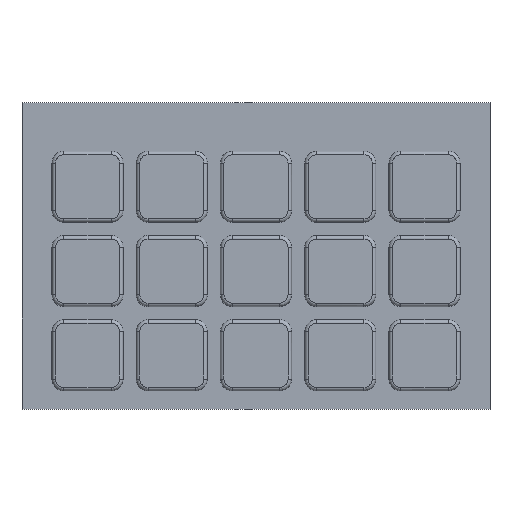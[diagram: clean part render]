
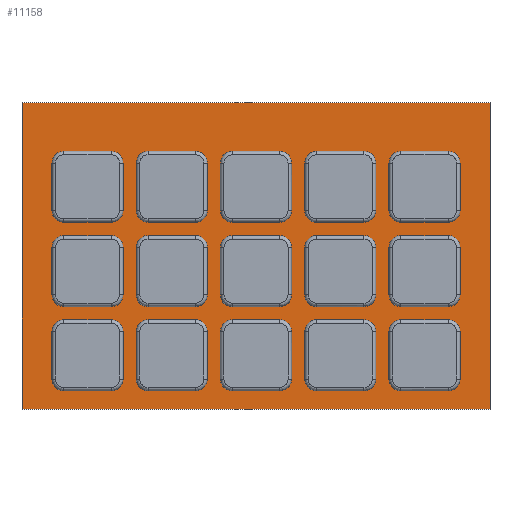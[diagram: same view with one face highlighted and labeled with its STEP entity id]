
A CAD part, top view. The second image highlights one B-rep face of the part: STEP entity #11158.
In plain terms, the highlighted free-form (B-spline) face has degree [1, 1] with [2, 2] control points.
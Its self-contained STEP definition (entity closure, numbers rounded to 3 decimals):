
#9934 = CARTESIAN_POINT ('', (-53.5, -35., 0.));
#9935 = VERTEX_POINT ('', #9934);
#9936 = CARTESIAN_POINT ('', (-53.5, 35., 0.));
#9937 = VERTEX_POINT ('', #9936);
#9938 = CARTESIAN_POINT ('', (-53.5, -35., 0.));
#9939 = CARTESIAN_POINT ('', (-53.5, 35., 0.));
#9940 = B_SPLINE_CURVE_WITH_KNOTS ('', 1, (#9938, #9939), .UNSPECIFIED., .F., .U., (2, 2), (0., 1.), .UNSPECIFIED.);
#9941 = EDGE_CURVE ('', #9935, #9937, #9940, .T.);
#10012 = CARTESIAN_POINT ('', (53.5, 35., 0.));
#10013 = VERTEX_POINT ('', #10012);
#10014 = CARTESIAN_POINT ('', (53.5, 35., 0.));
#10015 = CARTESIAN_POINT ('', (-53.5, 35., 0.));
#10016 = B_SPLINE_CURVE_WITH_KNOTS ('', 1, (#10014, #10015), .UNSPECIFIED., .F., .U., (2, 2), (0., 1.), .UNSPECIFIED.);
#10017 = EDGE_CURVE ('', #10013, #9937, #10016, .T.);
#10034 = CARTESIAN_POINT ('', (53.5, -35., 0.));
#10035 = VERTEX_POINT ('', #10034);
#10036 = CARTESIAN_POINT ('', (53.5, -35., 0.));
#10037 = CARTESIAN_POINT ('', (53.5, 35., 0.));
#10038 = B_SPLINE_CURVE_WITH_KNOTS ('', 1, (#10036, #10037), .UNSPECIFIED., .F., .U., (2, 2), (0., 1.), .UNSPECIFIED.);
#10039 = EDGE_CURVE ('', #10035, #10013, #10038, .T.);
#10112 = CARTESIAN_POINT ('', (53.5, -35., 0.));
#10113 = CARTESIAN_POINT ('', (-53.5, -35., 0.));
#10114 = B_SPLINE_CURVE_WITH_KNOTS ('', 1, (#10112, #10113), .UNSPECIFIED., .F., .U., (2, 2), (0., 1.), .UNSPECIFIED.);
#10115 = EDGE_CURVE ('', #10035, #9935, #10114, .T.);
#11147 = ORIENTED_EDGE ('', *, *, #9941, .F.);
#11148 = ORIENTED_EDGE ('', *, *, #10115, .F.);
#11149 = ORIENTED_EDGE ('', *, *, #10039, .T.);
#11150 = ORIENTED_EDGE ('', *, *, #10017, .T.);
#11151 = EDGE_LOOP ('', (#11147, #11148, #11149, #11150));
#11152 = FACE_OUTER_BOUND ('', #11151, .T.);
#11153 = CARTESIAN_POINT ('', (-53.5, -35., 0.));
#11154 = CARTESIAN_POINT ('', (-53.5, 35., 0.));
#11155 = CARTESIAN_POINT ('', (53.5, -35., 0.));
#11156 = CARTESIAN_POINT ('', (53.5, 35., 0.));
#11157 = B_SPLINE_SURFACE_WITH_KNOTS ('', 1, 1, ((#11153, #11154), (#11155, #11156)), .UNSPECIFIED., .F., .F., .U., (2, 2), (2, 2), (0., 1.), (0., 1.), .UNSPECIFIED.);
#11158 = ADVANCED_FACE ('', (#11152), #11157, .T.);
